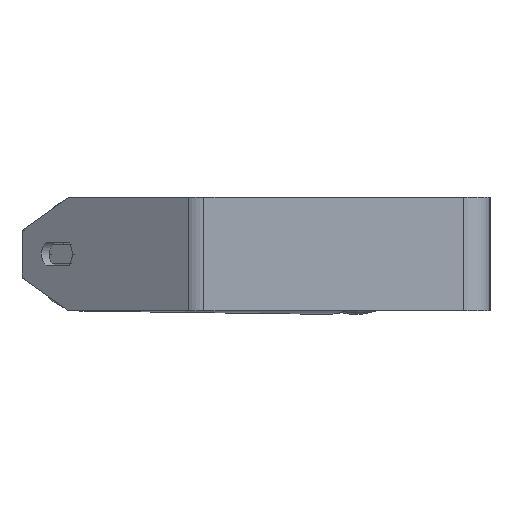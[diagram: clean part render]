
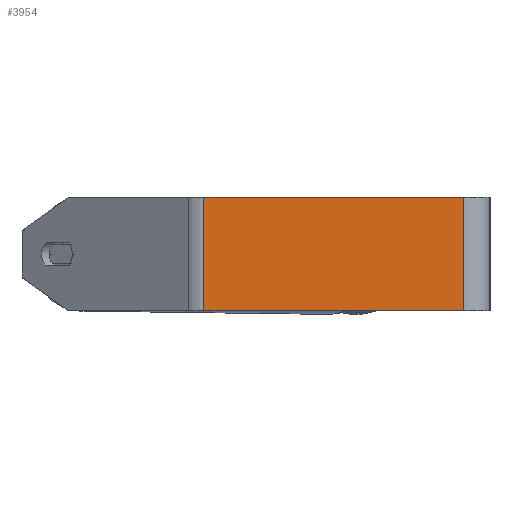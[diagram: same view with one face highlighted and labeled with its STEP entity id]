
A CAD part, left-side view. The second image highlights one B-rep face of the part: STEP entity #3954.
In plain terms, the highlighted planar face has unit normal (-1, 0, 0).
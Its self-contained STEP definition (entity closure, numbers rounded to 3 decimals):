
#614 = LINE ( 'NONE', #8748, #955 ) ;
#847 = CARTESIAN_POINT ( 'NONE',  ( -415., 155.705, 30. ) ) ;
#861 = LINE ( 'NONE', #5444, #7213 ) ;
#955 = VECTOR ( 'NONE', #8068, 1000. ) ;
#1110 = CARTESIAN_POINT ( 'NONE',  ( -415., 14., 30. ) ) ;
#1548 = LINE ( 'NONE', #2088, #7036 ) ;
#2088 = CARTESIAN_POINT ( 'NONE',  ( -415., 151.291, 30. ) ) ;
#2574 = ORIENTED_EDGE ( 'NONE', *, *, #5684, .F. ) ;
#2684 = ORIENTED_EDGE ( 'NONE', *, *, #2771, .T. ) ;
#2771 = EDGE_CURVE ( 'NONE', #4998, #3274, #1548, .T. ) ;
#2912 = CARTESIAN_POINT ( 'NONE',  ( -415., 151.291, -30. ) ) ;
#3031 = CARTESIAN_POINT ( 'NONE',  ( -415., 155.705, -30. ) ) ;
#3208 = ORIENTED_EDGE ( 'NONE', *, *, #7413, .T. ) ;
#3274 = VERTEX_POINT ( 'NONE', #2912 ) ;
#3527 = EDGE_LOOP ( 'NONE', ( #3208, #3726, #2574, #2684 ) ) ;
#3584 = EDGE_CURVE ( 'NONE', #3679, #6114, #614, .T. ) ;
#3662 = CARTESIAN_POINT ( 'NONE',  ( -415., 14., -30. ) ) ;
#3679 = VERTEX_POINT ( 'NONE', #1110 ) ;
#3726 = ORIENTED_EDGE ( 'NONE', *, *, #3584, .F. ) ;
#3954 = ADVANCED_FACE ( 'NONE', ( #6245 ), #7639, .F. ) ;
#4347 = DIRECTION ( 'NONE',  ( 0., -1., 0. ) ) ;
#4819 = DIRECTION ( 'NONE',  ( 0., -1., 0. ) ) ;
#4998 = VERTEX_POINT ( 'NONE', #8152 ) ;
#5444 = CARTESIAN_POINT ( 'NONE',  ( -415., 155.705, 30. ) ) ;
#5679 = VECTOR ( 'NONE', #4347, 1000. ) ;
#5684 = EDGE_CURVE ( 'NONE', #4998, #3679, #861, .T. ) ;
#5814 = LINE ( 'NONE', #3031, #5679 ) ;
#6114 = VERTEX_POINT ( 'NONE', #3662 ) ;
#6245 = FACE_OUTER_BOUND ( 'NONE', #3527, .T. ) ;
#7036 = VECTOR ( 'NONE', #8229, 1000. ) ;
#7213 = VECTOR ( 'NONE', #4819, 1000. ) ;
#7413 = EDGE_CURVE ( 'NONE', #3274, #6114, #5814, .T. ) ;
#7549 = DIRECTION ( 'NONE',  ( 1., 0., 0. ) ) ;
#7591 = DIRECTION ( 'NONE',  ( 0., 0., -1. ) ) ;
#7639 = PLANE ( 'NONE',  #8621 ) ;
#8068 = DIRECTION ( 'NONE',  ( 0., 0., -1. ) ) ;
#8152 = CARTESIAN_POINT ( 'NONE',  ( -415., 151.291, 30. ) ) ;
#8229 = DIRECTION ( 'NONE',  ( 0., 0., -1. ) ) ;
#8621 = AXIS2_PLACEMENT_3D ( 'NONE', #847, #7549, #7591 ) ;
#8748 = CARTESIAN_POINT ( 'NONE',  ( -415., 14., 30. ) ) ;
